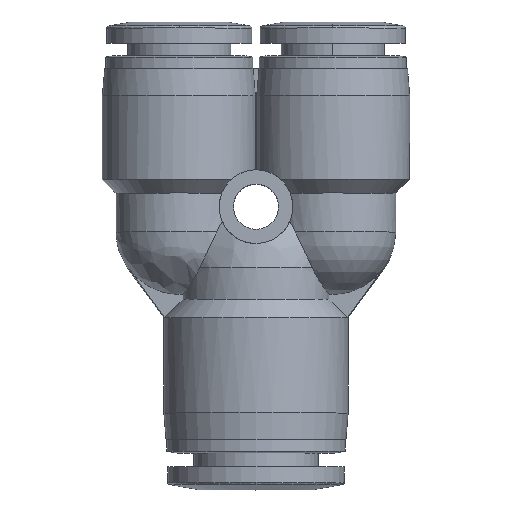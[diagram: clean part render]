
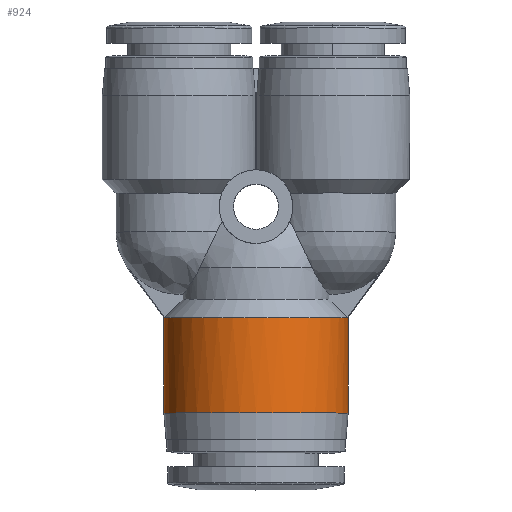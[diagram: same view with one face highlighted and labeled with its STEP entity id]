
A CAD part, top view. The second image highlights one B-rep face of the part: STEP entity #924.
In plain terms, the highlighted cylindrical face has radius 8.75 mm (diameter 17.5 mm), a partial arc.
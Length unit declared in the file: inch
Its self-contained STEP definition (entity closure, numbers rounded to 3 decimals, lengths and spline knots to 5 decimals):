
#7 = CARTESIAN_POINT ( 'NONE',  ( 0.34449, -0.41535, 0. ) ) ;
#44 = CARTESIAN_POINT ( 'NONE',  ( -0.34373, -0.41535, 0.0263 ) ) ;
#58 = CARTESIAN_POINT ( 'NONE',  ( -0.34449, -0.41535, 0.01316 ) ) ;
#136 = CARTESIAN_POINT ( 'NONE',  ( -0.34449, -0.77165, 0. ) ) ;
#159 = DIRECTION ( 'NONE',  ( -1., 0., 0. ) ) ;
#184 = DIRECTION ( 'NONE',  ( 0., 1., 0. ) ) ;
#192 = VECTOR ( 'NONE', #2852, 39.37008 ) ;
#224 = EDGE_CURVE ( 'NONE', #863, #2917, #2169, .T. ) ;
#262 = ORIENTED_EDGE ( 'NONE', *, *, #1179, .T. ) ;
#324 = CARTESIAN_POINT ( 'NONE',  ( -0.34449, -0.5935, 0. ) ) ;
#409 = CARTESIAN_POINT ( 'NONE',  ( -0.34449, -0.41535, 0. ) ) ;
#522 = EDGE_CURVE ( 'NONE', #3959, #863, #3248, .T. ) ;
#637 = ORIENTED_EDGE ( 'NONE', *, *, #4075, .T. ) ;
#749 = FACE_OUTER_BOUND ( 'NONE', #1881, .T. ) ;
#863 = VERTEX_POINT ( 'NONE', #136 ) ;
#920 = ORIENTED_EDGE ( 'NONE', *, *, #522, .F. ) ;
#924 = ADVANCED_FACE ( 'NONE', ( #749 ), #1525, .T. ) ;
#934 = CARTESIAN_POINT ( 'NONE',  ( 0.34449, -0.5935, 0. ) ) ;
#1062 = CARTESIAN_POINT ( 'NONE',  ( 0.34449, -0.41535, 0.01316 ) ) ;
#1179 = EDGE_CURVE ( 'NONE', #3959, #4045, #2513, .T. ) ;
#1199 = CARTESIAN_POINT ( 'NONE',  ( 0.34223, -0.41535, 0.03937 ) ) ;
#1396 = CARTESIAN_POINT ( 'NONE',  ( 0.34374, -0.41535, 0.02629 ) ) ;
#1422 = CARTESIAN_POINT ( 'NONE',  ( -0.34449, -0.41535, 0. ) ) ;
#1525 = CYLINDRICAL_SURFACE ( 'NONE', #2193, 0.34449 ) ;
#1527 = VECTOR ( 'NONE', #2586, 39.37008 ) ;
#1669 = EDGE_CURVE ( 'NONE', #1988, #2917, #3316, .T. ) ;
#1871 = CARTESIAN_POINT ( 'NONE',  ( 0., -0.5935, 0. ) ) ;
#1881 = EDGE_LOOP ( 'NONE', ( #920, #262, #637, #2828, #3709, #2575 ) ) ;
#1958 = CARTESIAN_POINT ( 'NONE',  ( 0.34449, -0.77165, 0. ) ) ;
#1971 = CARTESIAN_POINT ( 'NONE',  ( -0.34223, -0.41535, 0.03937 ) ) ;
#1988 = VERTEX_POINT ( 'NONE', #1971 ) ;
#2016 = CARTESIAN_POINT ( 'NONE',  ( 0.34449, -0.41535, 0. ) ) ;
#2147 = DIRECTION ( 'NONE',  ( 0., -1., 0. ) ) ;
#2169 = LINE ( 'NONE', #324, #1527 ) ;
#2187 = DIRECTION ( 'NONE',  ( -1., 0., 0. ) ) ;
#2193 = AXIS2_PLACEMENT_3D ( 'NONE', #1871, #184, #2187 ) ;
#2378 = CARTESIAN_POINT ( 'NONE',  ( -0.34223, -0.41535, 0.03937 ) ) ;
#2442 = AXIS2_PLACEMENT_3D ( 'NONE', #3883, #3857, #3604 ) ;
#2513 = LINE ( 'NONE', #934, #192 ) ;
#2575 = ORIENTED_EDGE ( 'NONE', *, *, #224, .F. ) ;
#2586 = DIRECTION ( 'NONE',  ( 0., 1., 0. ) ) ;
#2746 = B_SPLINE_CURVE_WITH_KNOTS ( 'NONE', 3,
 ( #7, #1062, #1396, #3569 ),
 .UNSPECIFIED., .F., .F.,
 ( 4, 4 ),
 ( 0.001, 0.002 ),
 .UNSPECIFIED. ) ;
#2828 = ORIENTED_EDGE ( 'NONE', *, *, #3216, .T. ) ;
#2852 = DIRECTION ( 'NONE',  ( 0., 1., 0. ) ) ;
#2917 = VERTEX_POINT ( 'NONE', #1422 ) ;
#3216 = EDGE_CURVE ( 'NONE', #3249, #1988, #4103, .T. ) ;
#3248 = CIRCLE ( 'NONE', #2442, 0.34449 ) ;
#3249 = VERTEX_POINT ( 'NONE', #1199 ) ;
#3316 = B_SPLINE_CURVE_WITH_KNOTS ( 'NONE', 3,
 ( #2378, #44, #58, #409 ),
 .UNSPECIFIED., .F., .F.,
 ( 4, 4 ),
 ( -0.001, 0. ),
 .UNSPECIFIED. ) ;
#3569 = CARTESIAN_POINT ( 'NONE',  ( 0.34223, -0.41535, 0.03937 ) ) ;
#3604 = DIRECTION ( 'NONE',  ( -1., 0., 0. ) ) ;
#3634 = AXIS2_PLACEMENT_3D ( 'NONE', #3965, #2147, #159 ) ;
#3709 = ORIENTED_EDGE ( 'NONE', *, *, #1669, .T. ) ;
#3857 = DIRECTION ( 'NONE',  ( 0., -1., 0. ) ) ;
#3883 = CARTESIAN_POINT ( 'NONE',  ( 0., -0.77165, 0. ) ) ;
#3959 = VERTEX_POINT ( 'NONE', #1958 ) ;
#3965 = CARTESIAN_POINT ( 'NONE',  ( 0., -0.41535, 0. ) ) ;
#4045 = VERTEX_POINT ( 'NONE', #2016 ) ;
#4075 = EDGE_CURVE ( 'NONE', #4045, #3249, #2746, .T. ) ;
#4103 = CIRCLE ( 'NONE', #3634, 0.34449 ) ;
